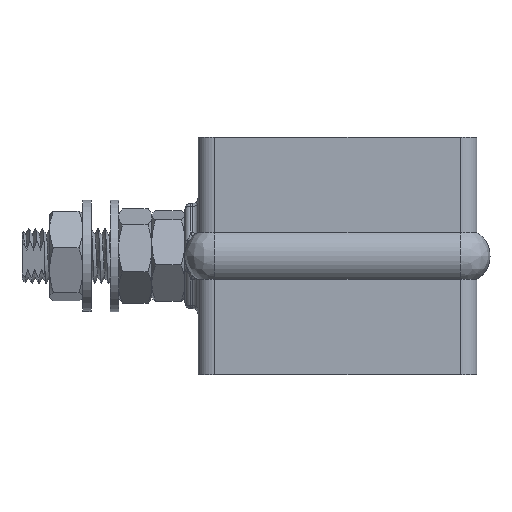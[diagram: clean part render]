
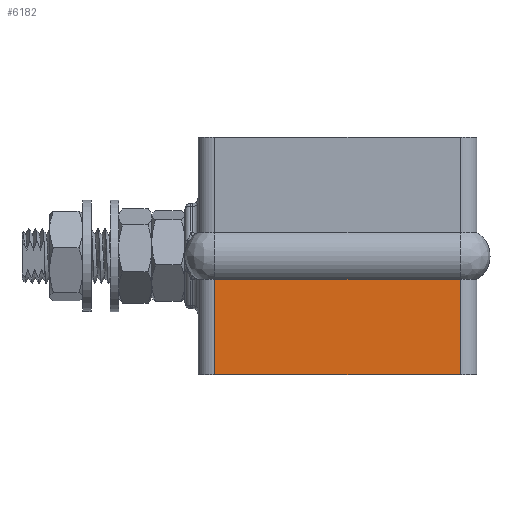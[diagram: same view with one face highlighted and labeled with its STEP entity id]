
A CAD part, left-side view. The second image highlights one B-rep face of the part: STEP entity #6182.
In plain terms, the highlighted planar face has unit normal (-1, 0, 0).
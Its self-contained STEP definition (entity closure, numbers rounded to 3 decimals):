
#5780=CARTESIAN_POINT('',(-26.,92.0,34.5));
#5781=VERTEX_POINT('',#5780);
#5814=CARTESIAN_POINT('',(-26.,3.,34.5));
#5815=VERTEX_POINT('',#5814);
#5816=CARTESIAN_POINT('',(-26.0,3.,34.5));
#5817=DIRECTION('',(0.0,1.0,0.0));
#5818=VECTOR('',#5817,89.);
#5819=LINE('',#5816,#5818);
#5820=EDGE_CURVE('',#5815,#5781,#5819,.T.);
#6116=CARTESIAN_POINT('',(-26.0,92.0,0.0));
#6117=VERTEX_POINT('',#6116);
#6125=CARTESIAN_POINT('',(-26.0,92.0,0.0));
#6126=DIRECTION('',(0.0,0.0,1.0));
#6127=VECTOR('',#6126,34.5);
#6128=LINE('',#6125,#6127);
#6129=EDGE_CURVE('',#6117,#5781,#6128,.T.);
#6159=CARTESIAN_POINT('',(-26.0,3.,0.0));
#6160=DIRECTION('',(-1.0,0.0,0.0));
#6161=DIRECTION('',(0.0,0.0,1.0));
#6162=AXIS2_PLACEMENT_3D('',#6159,#6160,#6161);
#6163=PLANE('',#6162);
#6164=ORIENTED_EDGE('',*,*,#5820,.T.);
#6165=ORIENTED_EDGE('',*,*,#6129,.F.);
#6166=CARTESIAN_POINT('',(-26.0,3.,0.0));
#6167=VERTEX_POINT('',#6166);
#6168=CARTESIAN_POINT('',(-26.0,92.0,0.0));
#6169=DIRECTION('',(0.0,-1.0,0.0));
#6170=VECTOR('',#6169,89.);
#6171=LINE('',#6168,#6170);
#6172=EDGE_CURVE('',#6117,#6167,#6171,.T.);
#6173=ORIENTED_EDGE('',*,*,#6172,.T.);
#6174=CARTESIAN_POINT('',(-26.0,3.,0.0));
#6175=DIRECTION('',(0.0,0.0,1.0));
#6176=VECTOR('',#6175,34.5);
#6177=LINE('',#6174,#6176);
#6178=EDGE_CURVE('',#6167,#5815,#6177,.T.);
#6179=ORIENTED_EDGE('',*,*,#6178,.T.);
#6180=EDGE_LOOP('',(#6164,#6165,#6173,#6179));
#6181=FACE_OUTER_BOUND('',#6180,.T.);
#6182=ADVANCED_FACE('',(#6181),#6163,.T.);
